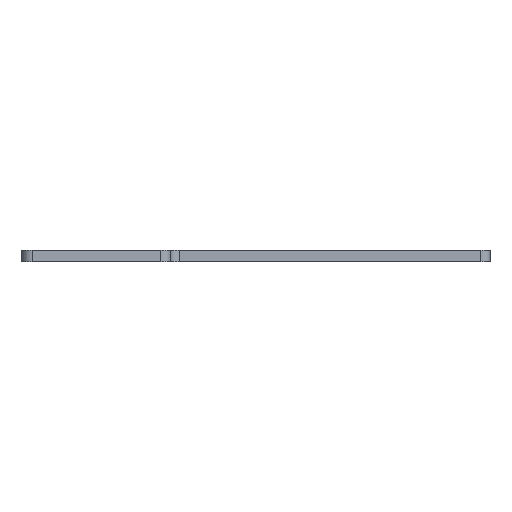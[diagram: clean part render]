
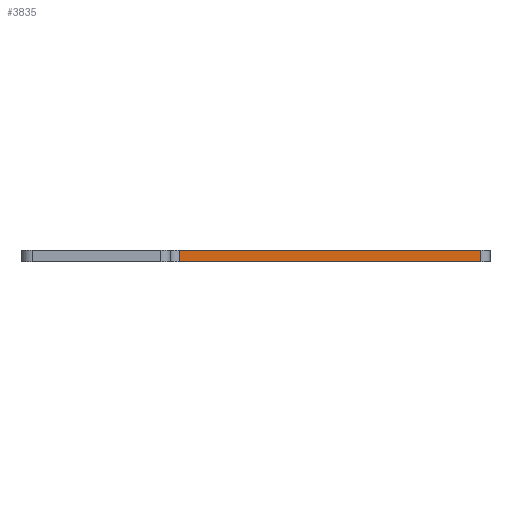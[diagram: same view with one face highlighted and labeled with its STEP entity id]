
A CAD part, left-side view. The second image highlights one B-rep face of the part: STEP entity #3835.
In plain terms, the highlighted planar face has unit normal (-1, 0, 0).
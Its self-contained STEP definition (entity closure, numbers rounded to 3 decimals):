
#83 = PLANE('',#84);
#84 = AXIS2_PLACEMENT_3D('',#85,#86,#87);
#85 = CARTESIAN_POINT('',(148.235,-95.181,1.6));
#86 = DIRECTION('',(-0.,-0.,-1.));
#87 = DIRECTION('',(-1.,0.,0.));
#137 = PLANE('',#138);
#138 = AXIS2_PLACEMENT_3D('',#139,#140,#141);
#139 = CARTESIAN_POINT('',(148.235,-95.181,0.));
#140 = DIRECTION('',(-0.,-0.,-1.));
#141 = DIRECTION('',(-1.,0.,0.));
#472 = VERTEX_POINT('',#473);
#473 = CARTESIAN_POINT('',(138.722,-136.5,0.));
#492 = CYLINDRICAL_SURFACE('',#493,1.27);
#493 = AXIS2_PLACEMENT_3D('',#494,#495,#496);
#494 = CARTESIAN_POINT('',(139.992,-136.5,0.));
#495 = DIRECTION('',(-0.,-0.,-1.));
#496 = DIRECTION('',(1.,0.,-0.));
#504 = EDGE_CURVE('',#472,#505,#507,.T.);
#505 = VERTEX_POINT('',#506);
#506 = CARTESIAN_POINT('',(138.722,-94.336,0.));
#507 = SURFACE_CURVE('',#508,(#512,#519),.PCURVE_S1.);
#508 = LINE('',#509,#510);
#509 = CARTESIAN_POINT('',(138.722,-136.5,0.));
#510 = VECTOR('',#511,1.);
#511 = DIRECTION('',(0.,1.,0.));
#512 = PCURVE('',#137,#513);
#513 = DEFINITIONAL_REPRESENTATION('',(#514),#518);
#514 = LINE('',#515,#516);
#515 = CARTESIAN_POINT('',(9.513,-41.319));
#516 = VECTOR('',#517,1.);
#517 = DIRECTION('',(0.,1.));
#518 = ( GEOMETRIC_REPRESENTATION_CONTEXT(2) 
PARAMETRIC_REPRESENTATION_CONTEXT() REPRESENTATION_CONTEXT('2D SPACE',''
  ) );
#519 = PCURVE('',#520,#525);
#520 = PLANE('',#521);
#521 = AXIS2_PLACEMENT_3D('',#522,#523,#524);
#522 = CARTESIAN_POINT('',(138.722,-136.5,0.));
#523 = DIRECTION('',(-1.,0.,0.));
#524 = DIRECTION('',(0.,1.,0.));
#525 = DEFINITIONAL_REPRESENTATION('',(#526),#530);
#526 = LINE('',#527,#528);
#527 = CARTESIAN_POINT('',(0.,0.));
#528 = VECTOR('',#529,1.);
#529 = DIRECTION('',(1.,0.));
#530 = ( GEOMETRIC_REPRESENTATION_CONTEXT(2) 
PARAMETRIC_REPRESENTATION_CONTEXT() REPRESENTATION_CONTEXT('2D SPACE',''
  ) );
#553 = CYLINDRICAL_SURFACE('',#554,1.27);
#554 = AXIS2_PLACEMENT_3D('',#555,#556,#557);
#555 = CARTESIAN_POINT('',(137.452,-94.336,0.));
#556 = DIRECTION('',(-0.,-0.,-1.));
#557 = DIRECTION('',(1.,0.,-0.));
#2170 = VERTEX_POINT('',#2171);
#2171 = CARTESIAN_POINT('',(138.722,-136.5,1.6));
#2197 = EDGE_CURVE('',#2170,#2198,#2200,.T.);
#2198 = VERTEX_POINT('',#2199);
#2199 = CARTESIAN_POINT('',(138.722,-94.336,1.6));
#2200 = SURFACE_CURVE('',#2201,(#2205,#2212),.PCURVE_S1.);
#2201 = LINE('',#2202,#2203);
#2202 = CARTESIAN_POINT('',(138.722,-136.5,1.6));
#2203 = VECTOR('',#2204,1.);
#2204 = DIRECTION('',(0.,1.,0.));
#2205 = PCURVE('',#83,#2206);
#2206 = DEFINITIONAL_REPRESENTATION('',(#2207),#2211);
#2207 = LINE('',#2208,#2209);
#2208 = CARTESIAN_POINT('',(9.513,-41.319));
#2209 = VECTOR('',#2210,1.);
#2210 = DIRECTION('',(0.,1.));
#2211 = ( GEOMETRIC_REPRESENTATION_CONTEXT(2) 
PARAMETRIC_REPRESENTATION_CONTEXT() REPRESENTATION_CONTEXT('2D SPACE',''
  ) );
#2212 = PCURVE('',#520,#2213);
#2213 = DEFINITIONAL_REPRESENTATION('',(#2214),#2218);
#2214 = LINE('',#2215,#2216);
#2215 = CARTESIAN_POINT('',(0.,-1.6));
#2216 = VECTOR('',#2217,1.);
#2217 = DIRECTION('',(1.,0.));
#2218 = ( GEOMETRIC_REPRESENTATION_CONTEXT(2) 
PARAMETRIC_REPRESENTATION_CONTEXT() REPRESENTATION_CONTEXT('2D SPACE',''
  ) );
#3785 = EDGE_CURVE('',#505,#2198,#3786,.T.);
#3786 = SURFACE_CURVE('',#3787,(#3791,#3798),.PCURVE_S1.);
#3787 = LINE('',#3788,#3789);
#3788 = CARTESIAN_POINT('',(138.722,-94.336,0.));
#3789 = VECTOR('',#3790,1.);
#3790 = DIRECTION('',(0.,0.,1.));
#3791 = PCURVE('',#553,#3792);
#3792 = DEFINITIONAL_REPRESENTATION('',(#3793),#3797);
#3793 = LINE('',#3794,#3795);
#3794 = CARTESIAN_POINT('',(0.,0.));
#3795 = VECTOR('',#3796,1.);
#3796 = DIRECTION('',(-0.,-1.));
#3797 = ( GEOMETRIC_REPRESENTATION_CONTEXT(2) 
PARAMETRIC_REPRESENTATION_CONTEXT() REPRESENTATION_CONTEXT('2D SPACE',''
  ) );
#3798 = PCURVE('',#520,#3799);
#3799 = DEFINITIONAL_REPRESENTATION('',(#3800),#3804);
#3800 = LINE('',#3801,#3802);
#3801 = CARTESIAN_POINT('',(42.164,0.));
#3802 = VECTOR('',#3803,1.);
#3803 = DIRECTION('',(0.,-1.));
#3804 = ( GEOMETRIC_REPRESENTATION_CONTEXT(2) 
PARAMETRIC_REPRESENTATION_CONTEXT() REPRESENTATION_CONTEXT('2D SPACE',''
  ) );
#3812 = EDGE_CURVE('',#472,#2170,#3813,.T.);
#3813 = SURFACE_CURVE('',#3814,(#3818,#3825),.PCURVE_S1.);
#3814 = LINE('',#3815,#3816);
#3815 = CARTESIAN_POINT('',(138.722,-136.5,0.));
#3816 = VECTOR('',#3817,1.);
#3817 = DIRECTION('',(0.,0.,1.));
#3818 = PCURVE('',#492,#3819);
#3819 = DEFINITIONAL_REPRESENTATION('',(#3820),#3824);
#3820 = LINE('',#3821,#3822);
#3821 = CARTESIAN_POINT('',(-3.141,0.));
#3822 = VECTOR('',#3823,1.);
#3823 = DIRECTION('',(-0.,-1.));
#3824 = ( GEOMETRIC_REPRESENTATION_CONTEXT(2) 
PARAMETRIC_REPRESENTATION_CONTEXT() REPRESENTATION_CONTEXT('2D SPACE',''
  ) );
#3825 = PCURVE('',#520,#3826);
#3826 = DEFINITIONAL_REPRESENTATION('',(#3827),#3831);
#3827 = LINE('',#3828,#3829);
#3828 = CARTESIAN_POINT('',(0.,0.));
#3829 = VECTOR('',#3830,1.);
#3830 = DIRECTION('',(0.,-1.));
#3831 = ( GEOMETRIC_REPRESENTATION_CONTEXT(2) 
PARAMETRIC_REPRESENTATION_CONTEXT() REPRESENTATION_CONTEXT('2D SPACE',''
  ) );
#3835 = ADVANCED_FACE('',(#3836),#520,.T.);
#3836 = FACE_BOUND('',#3837,.T.);
#3837 = EDGE_LOOP('',(#3838,#3839,#3840,#3841));
#3838 = ORIENTED_EDGE('',*,*,#3812,.T.);
#3839 = ORIENTED_EDGE('',*,*,#2197,.T.);
#3840 = ORIENTED_EDGE('',*,*,#3785,.F.);
#3841 = ORIENTED_EDGE('',*,*,#504,.F.);
